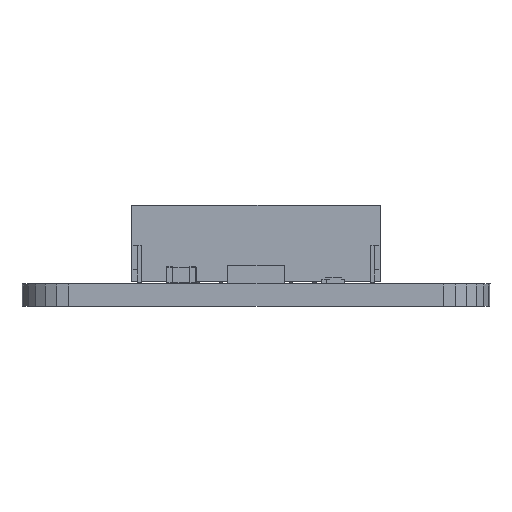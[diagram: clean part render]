
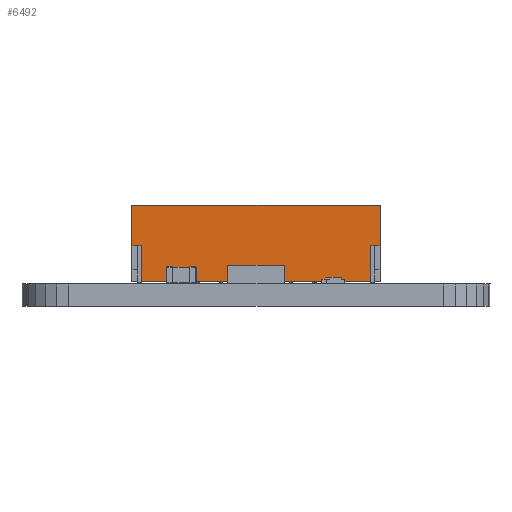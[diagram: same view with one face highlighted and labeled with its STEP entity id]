
A CAD part, front view. The second image highlights one B-rep face of the part: STEP entity #6492.
In plain terms, the highlighted planar face has unit normal (0, -1, 0).
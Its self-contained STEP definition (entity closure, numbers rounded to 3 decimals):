
#1022 = LINE ( 'NONE', #18390, #16485 ) ;
#1332 = VECTOR ( 'NONE', #20478, 1000. ) ;
#1634 = LINE ( 'NONE', #16432, #9388 ) ;
#1931 = CARTESIAN_POINT ( 'NONE',  ( 6.125, -5.87, 2.05 ) ) ;
#1934 = PLANE ( 'NONE',  #21126 ) ;
#2842 = CARTESIAN_POINT ( 'NONE',  ( 0., -5.87, 2.05 ) ) ;
#2941 = EDGE_LOOP ( 'NONE', ( #19271, #13460, #24120, #10716, #6417, #21924, #17957, #21529, #4908, #15556 ) ) ;
#3119 = LINE ( 'NONE', #14790, #18536 ) ;
#3191 = CARTESIAN_POINT ( 'NONE',  ( -6.625, -5.87, 2.05 ) ) ;
#3439 = VECTOR ( 'NONE', #18468, 1000. ) ;
#3555 = DIRECTION ( 'NONE',  ( 0., 0., 1. ) ) ;
#4394 = EDGE_CURVE ( 'NONE', #11987, #21751, #10014, .T. ) ;
#4625 = DIRECTION ( 'NONE',  ( -1., 0., 0. ) ) ;
#4758 = CARTESIAN_POINT ( 'NONE',  ( 6.325, -5.87, 2.05 ) ) ;
#4908 = ORIENTED_EDGE ( 'NONE', *, *, #14167, .F. ) ;
#5775 = CARTESIAN_POINT ( 'NONE',  ( 6.625, -5.87, 2.05 ) ) ;
#5927 = VECTOR ( 'NONE', #9784, 1000. ) ;
#6229 = DIRECTION ( 'NONE',  ( 0., 0., -1. ) ) ;
#6417 = ORIENTED_EDGE ( 'NONE', *, *, #14396, .F. ) ;
#6492 = ADVANCED_FACE ( 'NONE', ( #16111 ), #1934, .F. ) ;
#6836 = CARTESIAN_POINT ( 'NONE',  ( 6.625, -5.87, 4.2 ) ) ;
#7234 = CARTESIAN_POINT ( 'NONE',  ( 6.625, -5.87, 2.175 ) ) ;
#7308 = EDGE_CURVE ( 'NONE', #9844, #21412, #1022, .T. ) ;
#8016 = CARTESIAN_POINT ( 'NONE',  ( -6.125, -5.87, 0.15 ) ) ;
#8264 = DIRECTION ( 'NONE',  ( -1., 0., 0. ) ) ;
#8342 = LINE ( 'NONE', #24264, #23434 ) ;
#8421 = CARTESIAN_POINT ( 'NONE',  ( -6.625, -5.87, 4.2 ) ) ;
#8477 = CARTESIAN_POINT ( 'NONE',  ( 0., -5.87, 0.15 ) ) ;
#9388 = VECTOR ( 'NONE', #3555, 1000. ) ;
#9727 = DIRECTION ( 'NONE',  ( 0., 0., -1. ) ) ;
#9784 = DIRECTION ( 'NONE',  ( -1., 0., 0. ) ) ;
#9844 = VERTEX_POINT ( 'NONE', #23000 ) ;
#9931 = CARTESIAN_POINT ( 'NONE',  ( -6.125, -5.87, 2.05 ) ) ;
#10014 = LINE ( 'NONE', #11561, #18300 ) ;
#10465 = EDGE_CURVE ( 'NONE', #16392, #21352, #3119, .T. ) ;
#10716 = ORIENTED_EDGE ( 'NONE', *, *, #10465, .F. ) ;
#11289 = VERTEX_POINT ( 'NONE', #5775 ) ;
#11344 = LINE ( 'NONE', #2842, #17788 ) ;
#11384 = EDGE_CURVE ( 'NONE', #19898, #9844, #15753, .T. ) ;
#11561 = CARTESIAN_POINT ( 'NONE',  ( 6.125, -5.87, 2.175 ) ) ;
#11987 = VERTEX_POINT ( 'NONE', #1931 ) ;
#12832 = EDGE_CURVE ( 'NONE', #11289, #14870, #18278, .T. ) ;
#13460 = ORIENTED_EDGE ( 'NONE', *, *, #12832, .F. ) ;
#13811 = CARTESIAN_POINT ( 'NONE',  ( 6.125, -5.87, 0.15 ) ) ;
#13829 = CARTESIAN_POINT ( 'NONE',  ( 6.625, -5.87, 4.2 ) ) ;
#13841 = CARTESIAN_POINT ( 'NONE',  ( 0., -5.87, 2.05 ) ) ;
#14167 = EDGE_CURVE ( 'NONE', #21751, #14799, #21379, .T. ) ;
#14396 = EDGE_CURVE ( 'NONE', #21412, #16392, #1634, .T. ) ;
#14790 = CARTESIAN_POINT ( 'NONE',  ( 6.625, -5.87, 4.2 ) ) ;
#14799 = VERTEX_POINT ( 'NONE', #8016 ) ;
#14870 = VERTEX_POINT ( 'NONE', #4758 ) ;
#15556 = ORIENTED_EDGE ( 'NONE', *, *, #4394, .F. ) ;
#15753 = LINE ( 'NONE', #13841, #5927 ) ;
#16111 = FACE_OUTER_BOUND ( 'NONE', #2941, .T. ) ;
#16392 = VERTEX_POINT ( 'NONE', #8421 ) ;
#16432 = CARTESIAN_POINT ( 'NONE',  ( -6.625, -5.87, 2.175 ) ) ;
#16485 = VECTOR ( 'NONE', #16688, 1000. ) ;
#16688 = DIRECTION ( 'NONE',  ( -1., 0., 0. ) ) ;
#17055 = DIRECTION ( 'NONE',  ( 0., 1., 0. ) ) ;
#17788 = VECTOR ( 'NONE', #8264, 1000. ) ;
#17957 = ORIENTED_EDGE ( 'NONE', *, *, #11384, .F. ) ;
#18278 = LINE ( 'NONE', #18317, #3439 ) ;
#18300 = VECTOR ( 'NONE', #9727, 1000. ) ;
#18317 = CARTESIAN_POINT ( 'NONE',  ( 0., -5.87, 2.05 ) ) ;
#18390 = CARTESIAN_POINT ( 'NONE',  ( 0., -5.87, 2.05 ) ) ;
#18468 = DIRECTION ( 'NONE',  ( -1., 0., 0. ) ) ;
#18536 = VECTOR ( 'NONE', #22404, 1000. ) ;
#18608 = DIRECTION ( 'NONE',  ( 0., 0., 1. ) ) ;
#19271 = ORIENTED_EDGE ( 'NONE', *, *, #19595, .F. ) ;
#19595 = EDGE_CURVE ( 'NONE', #14870, #11987, #11344, .T. ) ;
#19898 = VERTEX_POINT ( 'NONE', #9931 ) ;
#20478 = DIRECTION ( 'NONE',  ( 0., 0., -1. ) ) ;
#21098 = VECTOR ( 'NONE', #4625, 1000. ) ;
#21126 = AXIS2_PLACEMENT_3D ( 'NONE', #13829, #17055, #6229 ) ;
#21352 = VERTEX_POINT ( 'NONE', #6836 ) ;
#21379 = LINE ( 'NONE', #8477, #21098 ) ;
#21412 = VERTEX_POINT ( 'NONE', #3191 ) ;
#21529 = ORIENTED_EDGE ( 'NONE', *, *, #24595, .F. ) ;
#21751 = VERTEX_POINT ( 'NONE', #13811 ) ;
#21924 = ORIENTED_EDGE ( 'NONE', *, *, #7308, .F. ) ;
#22404 = DIRECTION ( 'NONE',  ( 1., 0., 0. ) ) ;
#23000 = CARTESIAN_POINT ( 'NONE',  ( -6.325, -5.87, 2.05 ) ) ;
#23434 = VECTOR ( 'NONE', #18608, 1000. ) ;
#23658 = EDGE_CURVE ( 'NONE', #21352, #11289, #24159, .T. ) ;
#24120 = ORIENTED_EDGE ( 'NONE', *, *, #23658, .F. ) ;
#24159 = LINE ( 'NONE', #7234, #1332 ) ;
#24264 = CARTESIAN_POINT ( 'NONE',  ( -6.125, -5.87, 2.175 ) ) ;
#24595 = EDGE_CURVE ( 'NONE', #14799, #19898, #8342, .T. ) ;
